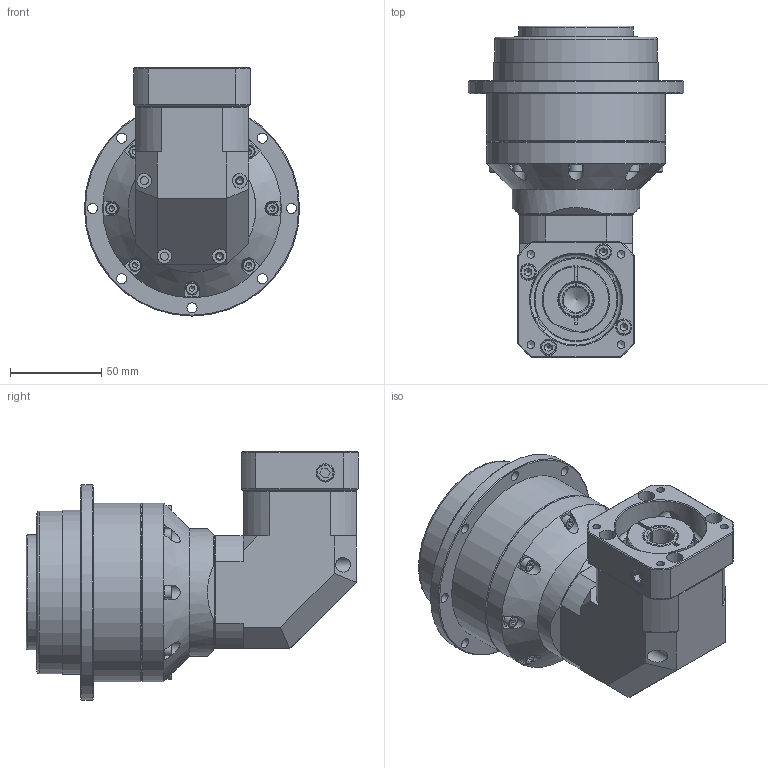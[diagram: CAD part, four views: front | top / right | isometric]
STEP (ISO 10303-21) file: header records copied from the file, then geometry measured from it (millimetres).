
FILE_DESCRIPTION((''),'2;1');
FILE_NAME('KSDL-90-2.stp','2013-08-21T11:11:17',('young'),(''),'Autodesk Inventor 2012','Autodesk Inventor 2012','');
FILE_SCHEMA(('AUTOMOTIVE_DESIGN { 1 0 10303 214 1 1 1 1 }'));
Length unit declared in the file: millimetre
Products named in the file (1): KSDL-90-2
Bounding box: 118 x 182 x 136 mm (x, y, z)
Volume: 650825.3 mm3; surface area: 191805.9 mm2
Topology: 22 solids, 22 shells, 779 faces, 1846 edges, 1179 vertices
Faces by surface type: plane 389, cylinder 207, cone 148, torus 24, bspline 11
Full cylindrical faces by diameter (mm): 2 x1, 3.3 x12, 4 x8, 4.2 x9, 4.5 x12, 5 x15, 5.5 x16, 5.76 x6, 6 x1, 7 x8, 8 x4, 8.5 x4, 9 x4, 9.5 x2, 14.2 x1, 15 x1, 17 x1, 19 x1, 19.8 x1, 25 x2, 27 x2, 31.5 x1, 34 x1, 35 x1, 40 x1, 45 x1, 46.917 x5, 48 x2, 48.8 x1, 49 x1
Entity records: 25152 total; most frequent: CARTESIAN_POINT 8753, DIRECTION 3454, ORIENTED_EDGE 2922, EDGE_CURVE 1461, AXIS2_PLACEMENT_3D 1427, EDGE_LOOP 1198, VERTEX_POINT 1087, FACE_OUTER_BOUND 769
